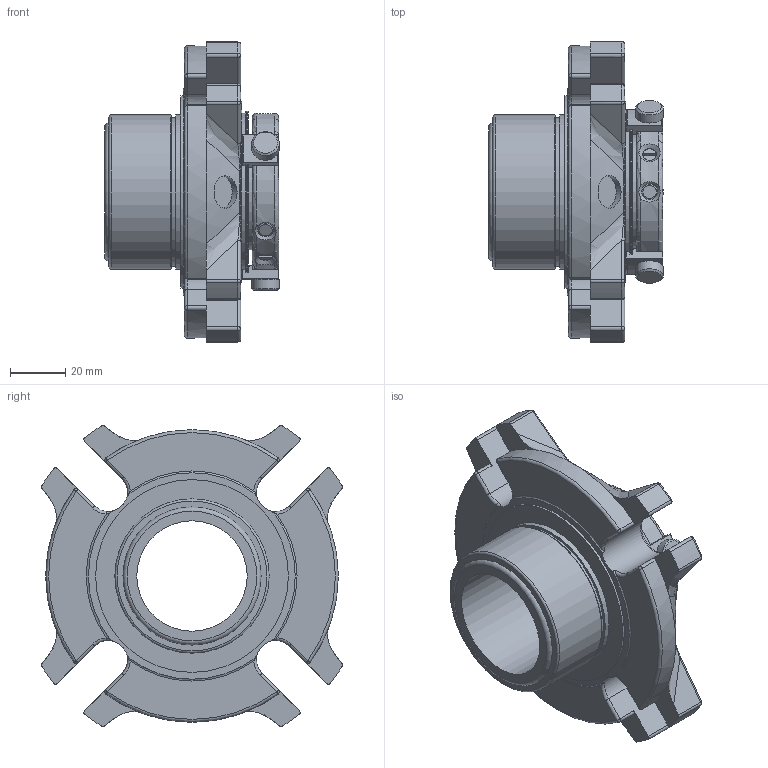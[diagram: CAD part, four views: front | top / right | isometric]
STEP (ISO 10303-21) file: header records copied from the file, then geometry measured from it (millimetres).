
FILE_DESCRIPTION(/* description */ ('Unknown'),/* implementation_level */ '2;1');
FILE_NAME(/* name */ '40mm',/* time_stamp */ '2023-02-20T12:43:18+00:00',/* author */ ('Unknown'),/* organization */ ('Unknown'),/* preprocessor_version */ 'ST-DEVELOPER v16.7',/* originating_system */ 'Solid Edge',/* authorisation */ 'Unknown');
FILE_SCHEMA (('AUTOMOTIVE_DESIGN {1 0 10303 214 3 1 1}'));
Length unit declared in the file: millimetre
Products named in the file (1): 40mm
Bounding box: 63.31 x 108.99 x 108.99 mm (x, y, z)
Volume: 188000 mm3; surface area: 44933.6 mm2
Topology: 1 solids, 1 shells, 537 faces, 1355 edges, 816 vertices
Faces by surface type: cylinder 206, plane 150, torus 71, bspline 45, sphere 40, cone 25
Full cylindrical faces by diameter (mm): 3.012 x1, 5 x2, 6 x3, 10 x3, 11.811 x3, 40.005 x1, 41.986 x1, 50.038 x1, 54.026 x1, 55.829 x1, 55.88 x1, 57.175 x1, 58.649 x1, 69.85 x1
Entity records: 19895 total; most frequent: CARTESIAN_POINT 3977, DIRECTION 2607, ORIENTED_EDGE 2476, EDGE_CURVE 1238, AXIS2_PLACEMENT_3D 1067, VERTEX_POINT 773, EDGE_LOOP 615, FACE_BOUND 615
